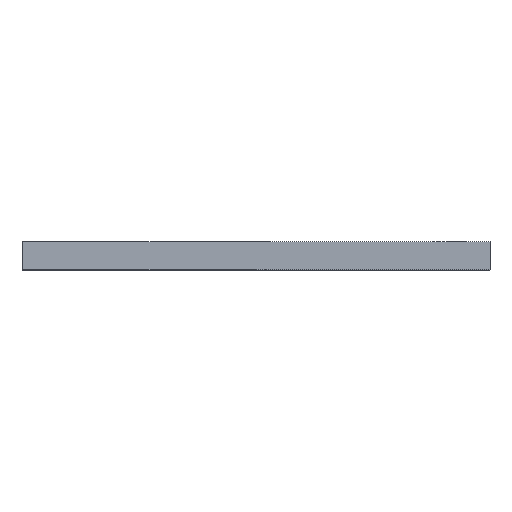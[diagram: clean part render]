
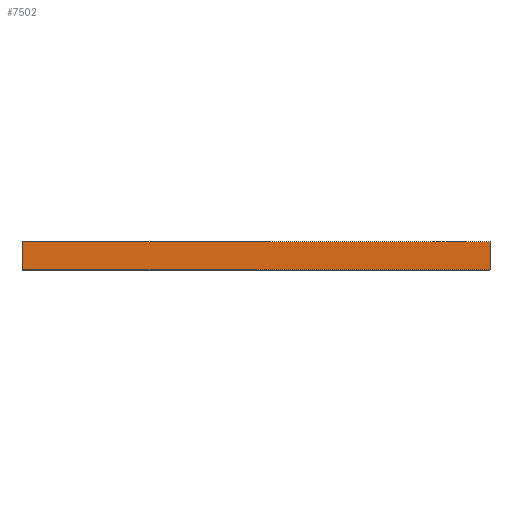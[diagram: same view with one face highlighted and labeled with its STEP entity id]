
A CAD part, top view. The second image highlights one B-rep face of the part: STEP entity #7502.
In plain terms, the highlighted planar face has unit normal (0, 0, 1).
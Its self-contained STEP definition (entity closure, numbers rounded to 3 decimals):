
#344 = ORIENTED_EDGE ( 'NONE', *, *, #433, .T. ) ;
#416 = ORIENTED_EDGE ( 'NONE', *, *, #13986, .F. ) ;
#433 = EDGE_CURVE ( 'NONE', #6425, #1217, #3034, .T. ) ;
#702 = VERTEX_POINT ( 'NONE', #7824 ) ;
#1217 = VERTEX_POINT ( 'NONE', #9426 ) ;
#1257 = CARTESIAN_POINT ( 'NONE',  ( -100., 12., 100. ) ) ;
#1292 = DIRECTION ( 'NONE',  ( 0., 0., -1. ) ) ;
#2519 = VECTOR ( 'NONE', #4953, 1000. ) ;
#2633 = ORIENTED_EDGE ( 'NONE', *, *, #10305, .T. ) ;
#2959 = VECTOR ( 'NONE', #5630, 1000. ) ;
#3034 = LINE ( 'NONE', #6016, #2519 ) ;
#4488 = FACE_OUTER_BOUND ( 'NONE', #9340, .T. ) ;
#4569 = LINE ( 'NONE', #8320, #12989 ) ;
#4629 = LINE ( 'NONE', #10167, #11507 ) ;
#4953 = DIRECTION ( 'NONE',  ( 1., 0., 0. ) ) ;
#5063 = VERTEX_POINT ( 'NONE', #13572 ) ;
#5618 = PLANE ( 'NONE',  #8654 ) ;
#5630 = DIRECTION ( 'NONE',  ( 1., 0., 0. ) ) ;
#6016 = CARTESIAN_POINT ( 'NONE',  ( -100., 0., 100. ) ) ;
#6058 = ORIENTED_EDGE ( 'NONE', *, *, #6497, .F. ) ;
#6425 = VERTEX_POINT ( 'NONE', #7569 ) ;
#6497 = EDGE_CURVE ( 'NONE', #5063, #702, #8130, .T. ) ;
#7502 = ADVANCED_FACE ( 'NONE', ( #4488 ), #5618, .F. ) ;
#7569 = CARTESIAN_POINT ( 'NONE',  ( -100., 0., 100. ) ) ;
#7824 = CARTESIAN_POINT ( 'NONE',  ( 100., 12., 100. ) ) ;
#8130 = LINE ( 'NONE', #1257, #2959 ) ;
#8320 = CARTESIAN_POINT ( 'NONE',  ( 100., 12., 100. ) ) ;
#8654 = AXIS2_PLACEMENT_3D ( 'NONE', #13304, #1292, #11195 ) ;
#9107 = DIRECTION ( 'NONE',  ( 0., -1., 0. ) ) ;
#9340 = EDGE_LOOP ( 'NONE', ( #344, #416, #6058, #2633 ) ) ;
#9426 = CARTESIAN_POINT ( 'NONE',  ( 100., 0., 100. ) ) ;
#10167 = CARTESIAN_POINT ( 'NONE',  ( -100., 12., 100. ) ) ;
#10305 = EDGE_CURVE ( 'NONE', #5063, #6425, #4629, .T. ) ;
#10525 = DIRECTION ( 'NONE',  ( 0., -1., 0. ) ) ;
#11195 = DIRECTION ( 'NONE',  ( -1., 0., 0. ) ) ;
#11507 = VECTOR ( 'NONE', #9107, 1000. ) ;
#12989 = VECTOR ( 'NONE', #10525, 1000. ) ;
#13304 = CARTESIAN_POINT ( 'NONE',  ( -100., 12., 100. ) ) ;
#13572 = CARTESIAN_POINT ( 'NONE',  ( -100., 12., 100. ) ) ;
#13986 = EDGE_CURVE ( 'NONE', #702, #1217, #4569, .T. ) ;
